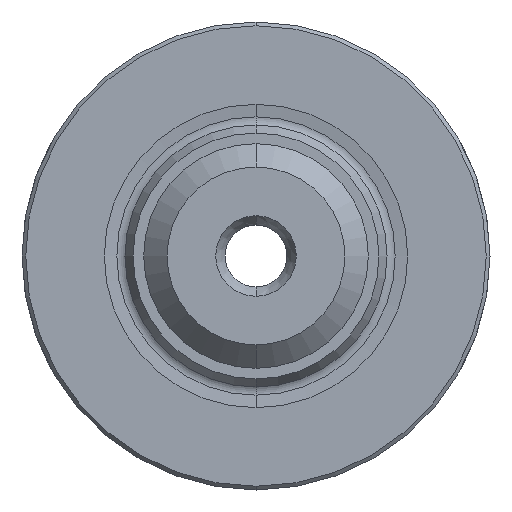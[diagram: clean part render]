
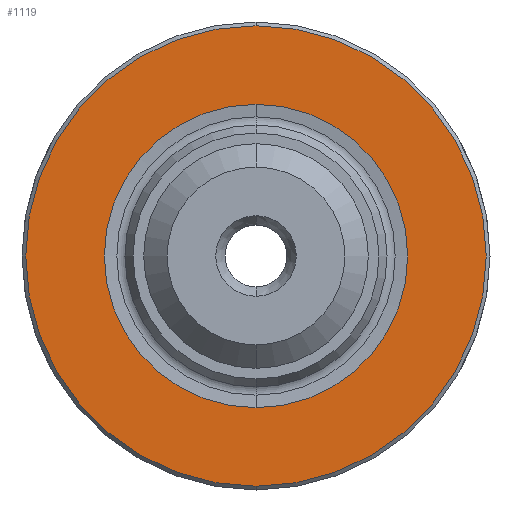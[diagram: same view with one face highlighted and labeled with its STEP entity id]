
A CAD part, left-side view. The second image highlights one B-rep face of the part: STEP entity #1119.
In plain terms, the highlighted planar face has unit normal (-1, 0, 0).
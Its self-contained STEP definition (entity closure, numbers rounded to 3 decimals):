
#3 = CARTESIAN_POINT ( 'NONE',  ( 0., 0., 0. ) ) ;
#4 = AXIS2_PLACEMENT_3D ( 'NONE', #1232, #1228, #1219 ) ;
#106 = PLANE ( 'NONE',  #840 ) ;
#121 = AXIS2_PLACEMENT_3D ( 'NONE', #1339, #1337, #1349 ) ;
#149 = DIRECTION ( 'NONE',  ( 0., 0., 1. ) ) ;
#182 = CARTESIAN_POINT ( 'NONE',  ( 0., 8.103, 0. ) ) ;
#425 = EDGE_CURVE ( 'NONE', #1037, #1691, #576, .T. ) ;
#576 = CIRCLE ( 'NONE', #1764, 12.3 ) ;
#695 = CIRCLE ( 'NONE', #1241, 8.103 ) ;
#785 = EDGE_CURVE ( 'NONE', #863, #1306, #695, .T. ) ;
#789 = CIRCLE ( 'NONE', #4, 12.3 ) ;
#840 = AXIS2_PLACEMENT_3D ( 'NONE', #182, #1583, #149 ) ;
#849 = CARTESIAN_POINT ( 'NONE',  ( 0., 0., 8.103 ) ) ;
#863 = VERTEX_POINT ( 'NONE', #1855 ) ;
#984 = CIRCLE ( 'NONE', #121, 8.103 ) ;
#1010 = DIRECTION ( 'NONE',  ( 1., 0., 0. ) ) ;
#1024 = DIRECTION ( 'NONE',  ( 0., 0., -1. ) ) ;
#1037 = VERTEX_POINT ( 'NONE', #1830 ) ;
#1119 = ADVANCED_FACE ( 'NONE', ( #1536, #1588 ), #106, .T. ) ;
#1183 = CARTESIAN_POINT ( 'NONE',  ( 0., 0., -12.3 ) ) ;
#1219 = DIRECTION ( 'NONE',  ( 0., 0., -1. ) ) ;
#1228 = DIRECTION ( 'NONE',  ( 1., 0., 0. ) ) ;
#1232 = CARTESIAN_POINT ( 'NONE',  ( 0., 0., 0. ) ) ;
#1241 = AXIS2_PLACEMENT_3D ( 'NONE', #1390, #1446, #1453 ) ;
#1306 = VERTEX_POINT ( 'NONE', #849 ) ;
#1337 = DIRECTION ( 'NONE',  ( 1., 0., 0. ) ) ;
#1339 = CARTESIAN_POINT ( 'NONE',  ( 0., 0., 0. ) ) ;
#1349 = DIRECTION ( 'NONE',  ( 0., 0., -1. ) ) ;
#1390 = CARTESIAN_POINT ( 'NONE',  ( 0., 0., 0. ) ) ;
#1446 = DIRECTION ( 'NONE',  ( 1., 0., 0. ) ) ;
#1453 = DIRECTION ( 'NONE',  ( 0., 0., -1. ) ) ;
#1474 = EDGE_LOOP ( 'NONE', ( #1575, #1643 ) ) ;
#1536 = FACE_BOUND ( 'NONE', #1596, .T. ) ;
#1567 = ORIENTED_EDGE ( 'NONE', *, *, #1577, .T. ) ;
#1575 = ORIENTED_EDGE ( 'NONE', *, *, #1707, .F. ) ;
#1577 = EDGE_CURVE ( 'NONE', #1306, #863, #984, .T. ) ;
#1583 = DIRECTION ( 'NONE',  ( -1., 0., 0. ) ) ;
#1588 = FACE_OUTER_BOUND ( 'NONE', #1474, .T. ) ;
#1596 = EDGE_LOOP ( 'NONE', ( #1567, #1605 ) ) ;
#1605 = ORIENTED_EDGE ( 'NONE', *, *, #785, .T. ) ;
#1643 = ORIENTED_EDGE ( 'NONE', *, *, #425, .F. ) ;
#1691 = VERTEX_POINT ( 'NONE', #1183 ) ;
#1707 = EDGE_CURVE ( 'NONE', #1691, #1037, #789, .T. ) ;
#1764 = AXIS2_PLACEMENT_3D ( 'NONE', #3, #1010, #1024 ) ;
#1830 = CARTESIAN_POINT ( 'NONE',  ( 0., 0., 12.3 ) ) ;
#1855 = CARTESIAN_POINT ( 'NONE',  ( 0., 0., -8.103 ) ) ;
